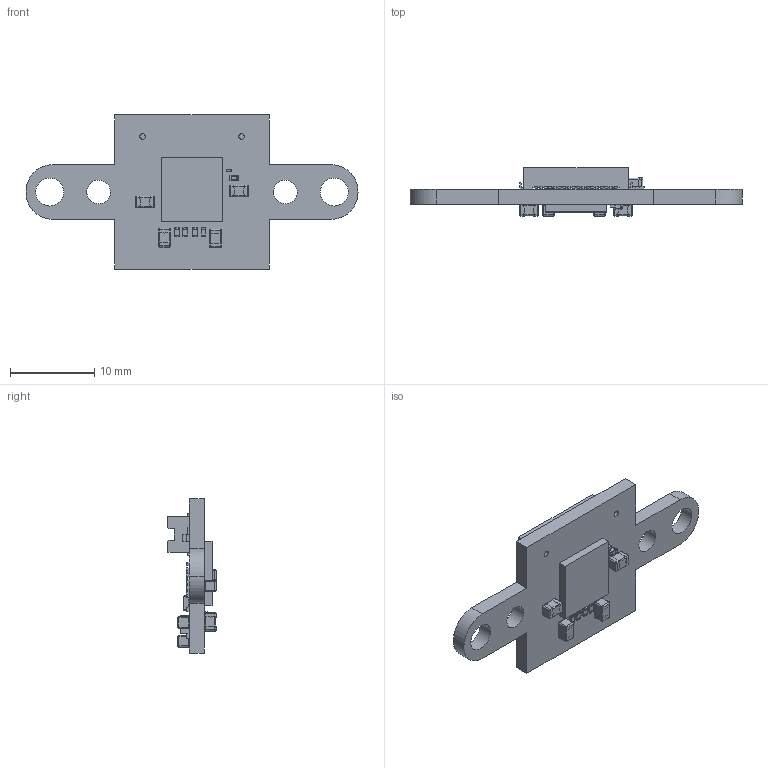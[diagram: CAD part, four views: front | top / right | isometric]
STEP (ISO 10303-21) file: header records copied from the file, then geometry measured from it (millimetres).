
FILE_DESCRIPTION(('FreeCAD Model'),'2;1');
FILE_NAME('Open CASCADE Shape Model','2025-05-02T03:17:24',('FreeCAD'),( 'FreeCAD'),'Open CASCADE STEP processor 7.6','FreeCAD','Unknown');
FILE_SCHEMA(('AUTOMOTIVE_DESIGN { 1 0 10303 214 1 1 1 1 }'));
Products named in the file (1): Open CASCADE STEP translator 7.6 1
Bounding box: 39.38 x 5.7 x 18.28 mm (x, y, z)
Volume: 930.1 mm3; surface area: 1821 mm2
Topology: 78 solids, 78 shells, 3557 faces, 9290 edges, 5744 vertices
Faces by surface type: bspline 3557
Entity records: 98126 total; most frequent: CARTESIAN_POINT 44071, ORIENTED_EDGE 18212, EDGE_CURVE 9106, B_SPLINE_CURVE_WITH_KNOTS 7528, VERTEX_POINT 5744, FACE_BOUND 3608, EDGE_LOOP 3608, ADVANCED_FACE 3557
